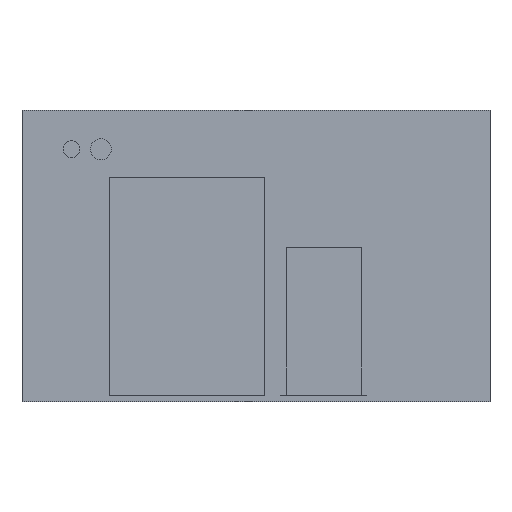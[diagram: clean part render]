
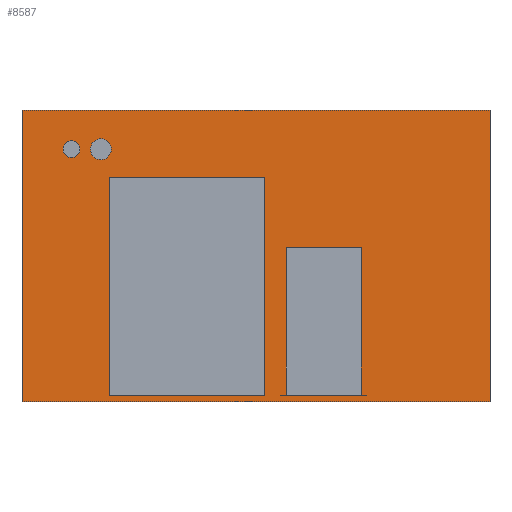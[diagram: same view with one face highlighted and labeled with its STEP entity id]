
A CAD part, front view. The second image highlights one B-rep face of the part: STEP entity #8587.
In plain terms, the highlighted planar face has unit normal (0, -1, 0).
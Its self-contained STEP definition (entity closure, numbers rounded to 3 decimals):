
#114=FACE_BOUND('',#1133,.T.);
#115=FACE_BOUND('',#1134,.T.);
#137=PLANE('',#9181);
#613=FACE_OUTER_BOUND('',#1132,.T.);
#1132=EDGE_LOOP('',(#6123,#6124,#6125,#6126));
#1133=EDGE_LOOP('',(#6127));
#1134=EDGE_LOOP('',(#6128));
#1666=LINE('',#12178,#2808);
#1668=LINE('',#12182,#2810);
#1670=LINE('',#12186,#2812);
#1672=LINE('',#12189,#2814);
#2808=VECTOR('',#9820,10.);
#2810=VECTOR('',#9824,10.);
#2812=VECTOR('',#9828,10.);
#2814=VECTOR('',#9832,10.);
#3932=CIRCLE('',#9165,20.);
#3934=CIRCLE('',#9169,25.);
#4020=VERTEX_POINT('',#12129);
#4022=VERTEX_POINT('',#12136);
#4035=VERTEX_POINT('',#12175);
#4036=VERTEX_POINT('',#12177);
#4037=VERTEX_POINT('',#12181);
#4038=VERTEX_POINT('',#12185);
#4841=EDGE_CURVE('',#4020,#4020,#3932,.T.);
#4844=EDGE_CURVE('',#4022,#4022,#3934,.T.);
#4862=EDGE_CURVE('',#4036,#4035,#1666,.T.);
#4864=EDGE_CURVE('',#4037,#4036,#1668,.T.);
#4866=EDGE_CURVE('',#4038,#4037,#1670,.T.);
#4868=EDGE_CURVE('',#4035,#4038,#1672,.T.);
#6123=ORIENTED_EDGE('',*,*,#4868,.T.);
#6124=ORIENTED_EDGE('',*,*,#4866,.T.);
#6125=ORIENTED_EDGE('',*,*,#4864,.T.);
#6126=ORIENTED_EDGE('',*,*,#4862,.T.);
#6127=ORIENTED_EDGE('',*,*,#4841,.T.);
#6128=ORIENTED_EDGE('',*,*,#4844,.T.);
#8587=ADVANCED_FACE('',(#613,#114,#115),#137,.T.);
#9165=AXIS2_PLACEMENT_3D('',#12131,#9776,#9777);
#9169=AXIS2_PLACEMENT_3D('',#12138,#9785,#9786);
#9181=AXIS2_PLACEMENT_3D('',#12190,#9833,#9834);
#9776=DIRECTION('center_axis',(0.,1.,0.));
#9777=DIRECTION('ref_axis',(1.,0.,0.));
#9785=DIRECTION('center_axis',(0.,1.,0.));
#9786=DIRECTION('ref_axis',(1.,0.,0.));
#9820=DIRECTION('',(0.,0.,1.));
#9824=DIRECTION('',(1.,0.,0.));
#9828=DIRECTION('',(0.,0.,-1.));
#9832=DIRECTION('',(-1.,0.,0.));
#9833=DIRECTION('center_axis',(0.,-1.,0.));
#9834=DIRECTION('ref_axis',(0.,0.,-1.));
#12129=CARTESIAN_POINT('',(-459.5,-370.,254.5));
#12131=CARTESIAN_POINT('Origin',(-439.5,-370.,254.5));
#12136=CARTESIAN_POINT('',(-394.5,-370.,254.5));
#12138=CARTESIAN_POINT('Origin',(-369.5,-370.,254.5));
#12175=CARTESIAN_POINT('',(557.5,-370.,347.5));
#12177=CARTESIAN_POINT('',(557.5,-370.,-347.5));
#12178=CARTESIAN_POINT('',(557.5,-370.,347.5));
#12181=CARTESIAN_POINT('',(-557.5,-370.,-347.5));
#12182=CARTESIAN_POINT('',(557.5,-370.,-347.5));
#12185=CARTESIAN_POINT('',(-557.5,-370.,347.5));
#12186=CARTESIAN_POINT('',(-557.5,-370.,-347.5));
#12189=CARTESIAN_POINT('',(-557.5,-370.,347.5));
#12190=CARTESIAN_POINT('Origin',(0.,-370.,0.));
